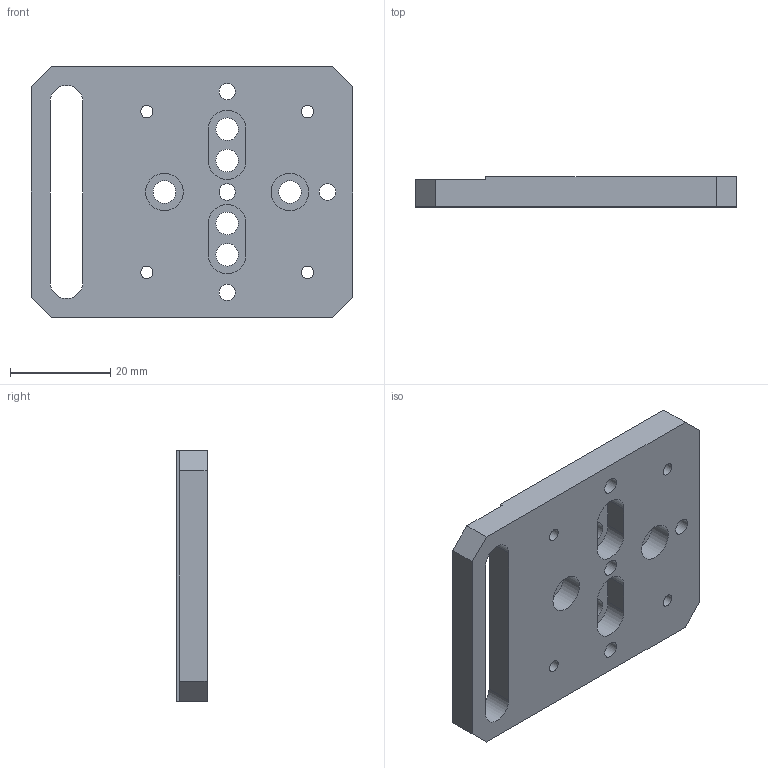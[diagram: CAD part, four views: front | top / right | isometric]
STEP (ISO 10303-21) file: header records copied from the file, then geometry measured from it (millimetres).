
FILE_DESCRIPTION(/* description */ (''),/* implementation_level */ '2;1');
FILE_NAME(/* name */ '3UBP-02.stp',/* time_stamp */ '2018-01-22T14:08:02+02:00',/* author */ ('dsgn39'),/* organization */ (''),/* preprocessor_version */ 'ST-DEVELOPER v15.2',/* originating_system */ 'Autodesk Inventor 2014',/* authorisation */ '');
FILE_SCHEMA (('AUTOMOTIVE_DESIGN { 1 0 10303 214 3 1 1 }'));
Length unit declared in the file: millimetre
Products named in the file (2): Part14; Assembly6
Bounding box: 64 x 6 x 50 mm (x, y, z)
Volume: 15524.2 mm3; surface area: 8408.9 mm2
Topology: 1 solids, 1 shells, 44 faces, 126 edges, 88 vertices
Faces by surface type: plane 22, cylinder 22
Full cylindrical faces by diameter (mm): 2.459 x4, 3.242 x4, 4.5 x6, 7.5 x2
Entity records: 1386 total; most frequent: DIRECTION 236, CARTESIAN_POINT 221, ORIENTED_EDGE 196, EDGE_CURVE 98, EDGE_LOOP 94, AXIS2_PLACEMENT_3D 91, VERTEX_POINT 76, LINE 54
